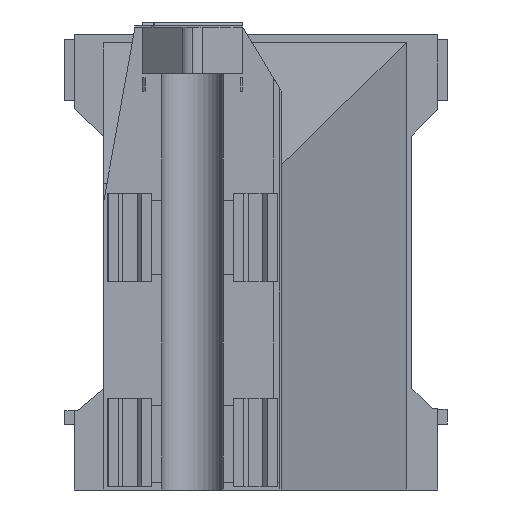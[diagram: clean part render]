
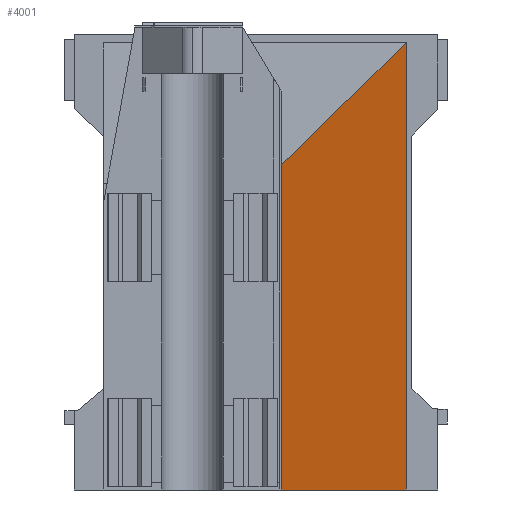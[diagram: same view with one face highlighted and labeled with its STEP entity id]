
A CAD part, front view. The second image highlights one B-rep face of the part: STEP entity #4001.
In plain terms, the highlighted planar face has unit normal (0.906, -0.423, 0).
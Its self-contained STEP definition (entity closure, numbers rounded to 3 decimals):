
#1084 = PLANE('',#1085);
#1085 = AXIS2_PLACEMENT_3D('',#1086,#1087,#1088);
#1086 = CARTESIAN_POINT('',(-224.25,869.,1677.067));
#1087 = DIRECTION('',(0.,-0.415,0.91));
#1088 = DIRECTION('',(0.,0.91,0.415));
#2160 = PLANE('',#2161);
#2161 = AXIS2_PLACEMENT_3D('',#2162,#2163,#2164);
#2162 = CARTESIAN_POINT('',(198.,210.,1693.));
#2163 = DIRECTION('',(1.,0.,0.));
#2164 = DIRECTION('',(0.,-1.,0.));
#2383 = VERTEX_POINT('',#2384);
#2384 = CARTESIAN_POINT('',(198.,347.223,
    1439.386));
#2405 = EDGE_CURVE('',#2406,#2383,#2408,.T.);
#2406 = VERTEX_POINT('',#2407);
#2407 = CARTESIAN_POINT('',(441.309,869.,1677.067));
#2408 = SURFACE_CURVE('',#2409,(#2413,#2420),.PCURVE_S1.);
#2409 = LINE('',#2410,#2411);
#2410 = CARTESIAN_POINT('',(319.654,608.111,
    1558.227));
#2411 = VECTOR('',#2412,1.);
#2412 = DIRECTION('',(-0.391,-0.838,-0.382));
#2413 = PCURVE('',#1084,#2414);
#2414 = DEFINITIONAL_REPRESENTATION('',(#2415),#2419);
#2415 = LINE('',#2416,#2417);
#2416 = CARTESIAN_POINT('',(-286.681,-543.904));
#2417 = VECTOR('',#2418,1.);
#2418 = DIRECTION('',(-0.921,0.391));
#2419 = ( GEOMETRIC_REPRESENTATION_CONTEXT(2) 
PARAMETRIC_REPRESENTATION_CONTEXT() REPRESENTATION_CONTEXT('2D SPACE',''
  ) );
#2420 = PCURVE('',#2421,#2426);
#2421 = PLANE('',#2422);
#2422 = AXIS2_PLACEMENT_3D('',#2423,#2424,#2425);
#2423 = CARTESIAN_POINT('',(198.,347.223,1693.));
#2424 = DIRECTION('',(0.906,-0.423,0.));
#2425 = DIRECTION('',(-0.423,-0.906,0.));
#2426 = DEFINITIONAL_REPRESENTATION('',(#2427),#2431);
#2427 = LINE('',#2428,#2429);
#2428 = CARTESIAN_POINT('',(-287.859,134.773));
#2429 = VECTOR('',#2430,1.);
#2430 = DIRECTION('',(0.924,0.382));
#2431 = ( GEOMETRIC_REPRESENTATION_CONTEXT(2) 
PARAMETRIC_REPRESENTATION_CONTEXT() REPRESENTATION_CONTEXT('2D SPACE',''
  ) );
#2449 = PLANE('',#2450);
#2450 = AXIS2_PLACEMENT_3D('',#2451,#2452,#2453);
#2451 = CARTESIAN_POINT('',(-224.25,869.,1693.));
#2452 = DIRECTION('',(0.,-1.,0.));
#2453 = DIRECTION('',(0.,0.,1.));
#2827 = PLANE('',#2828);
#2828 = AXIS2_PLACEMENT_3D('',#2829,#2830,#2831);
#2829 = CARTESIAN_POINT('',(-224.25,180.,805.5));
#2830 = DIRECTION('',(0.,0.,-1.));
#2831 = DIRECTION('',(0.,-1.,0.));
#3610 = VERTEX_POINT('',#3611);
#3611 = CARTESIAN_POINT('',(198.,347.223,805.5));
#3632 = EDGE_CURVE('',#3610,#2383,#3633,.T.);
#3633 = SURFACE_CURVE('',#3634,(#3638,#3645),.PCURVE_S1.);
#3634 = LINE('',#3635,#3636);
#3635 = CARTESIAN_POINT('',(198.,347.223,1122.443));
#3636 = VECTOR('',#3637,1.);
#3637 = DIRECTION('',(0.,0.,1.));
#3638 = PCURVE('',#2160,#3639);
#3639 = DEFINITIONAL_REPRESENTATION('',(#3640),#3644);
#3640 = LINE('',#3641,#3642);
#3641 = CARTESIAN_POINT('',(-137.223,570.557));
#3642 = VECTOR('',#3643,1.);
#3643 = DIRECTION('',(0.,-1.));
#3644 = ( GEOMETRIC_REPRESENTATION_CONTEXT(2) 
PARAMETRIC_REPRESENTATION_CONTEXT() REPRESENTATION_CONTEXT('2D SPACE',''
  ) );
#3645 = PCURVE('',#2421,#3646);
#3646 = DEFINITIONAL_REPRESENTATION('',(#3647),#3651);
#3647 = LINE('',#3648,#3649);
#3648 = CARTESIAN_POINT('',(0.,570.557));
#3649 = VECTOR('',#3650,1.);
#3650 = DIRECTION('',(0.,-1.));
#3651 = ( GEOMETRIC_REPRESENTATION_CONTEXT(2) 
PARAMETRIC_REPRESENTATION_CONTEXT() REPRESENTATION_CONTEXT('2D SPACE',''
  ) );
#4001 = ADVANCED_FACE('',(#4002),#2421,.T.);
#4002 = FACE_BOUND('',#4003,.T.);
#4003 = EDGE_LOOP('',(#4004,#4005,#4028,#4049));
#4004 = ORIENTED_EDGE('',*,*,#3632,.F.);
#4005 = ORIENTED_EDGE('',*,*,#4006,.T.);
#4006 = EDGE_CURVE('',#3610,#4007,#4009,.T.);
#4007 = VERTEX_POINT('',#4008);
#4008 = CARTESIAN_POINT('',(441.309,869.,805.5));
#4009 = SURFACE_CURVE('',#4010,(#4014,#4021),.PCURVE_S1.);
#4010 = LINE('',#4011,#4012);
#4011 = CARTESIAN_POINT('',(319.654,608.111,805.5));
#4012 = VECTOR('',#4013,1.);
#4013 = DIRECTION('',(0.423,0.906,0.));
#4014 = PCURVE('',#2421,#4015);
#4015 = DEFINITIONAL_REPRESENTATION('',(#4016),#4020);
#4016 = LINE('',#4017,#4018);
#4017 = CARTESIAN_POINT('',(-287.859,887.5));
#4018 = VECTOR('',#4019,1.);
#4019 = DIRECTION('',(-1.,0.));
#4020 = ( GEOMETRIC_REPRESENTATION_CONTEXT(2) 
PARAMETRIC_REPRESENTATION_CONTEXT() REPRESENTATION_CONTEXT('2D SPACE',''
  ) );
#4021 = PCURVE('',#2827,#4022);
#4022 = DEFINITIONAL_REPRESENTATION('',(#4023),#4027);
#4023 = LINE('',#4024,#4025);
#4024 = CARTESIAN_POINT('',(-428.111,-543.904));
#4025 = VECTOR('',#4026,1.);
#4026 = DIRECTION('',(-0.906,-0.423));
#4027 = ( GEOMETRIC_REPRESENTATION_CONTEXT(2) 
PARAMETRIC_REPRESENTATION_CONTEXT() REPRESENTATION_CONTEXT('2D SPACE',''
  ) );
#4028 = ORIENTED_EDGE('',*,*,#4029,.T.);
#4029 = EDGE_CURVE('',#4007,#2406,#4030,.T.);
#4030 = SURFACE_CURVE('',#4031,(#4035,#4042),.PCURVE_S1.);
#4031 = LINE('',#4032,#4033);
#4032 = CARTESIAN_POINT('',(441.309,869.,1241.284)
  );
#4033 = VECTOR('',#4034,1.);
#4034 = DIRECTION('',(0.,0.,1.));
#4035 = PCURVE('',#2421,#4036);
#4036 = DEFINITIONAL_REPRESENTATION('',(#4037),#4041);
#4037 = LINE('',#4038,#4039);
#4038 = CARTESIAN_POINT('',(-575.717,451.716));
#4039 = VECTOR('',#4040,1.);
#4040 = DIRECTION('',(0.,-1.));
#4041 = ( GEOMETRIC_REPRESENTATION_CONTEXT(2) 
PARAMETRIC_REPRESENTATION_CONTEXT() REPRESENTATION_CONTEXT('2D SPACE',''
  ) );
#4042 = PCURVE('',#2449,#4043);
#4043 = DEFINITIONAL_REPRESENTATION('',(#4044),#4048);
#4044 = LINE('',#4045,#4046);
#4045 = CARTESIAN_POINT('',(-451.716,-665.559));
#4046 = VECTOR('',#4047,1.);
#4047 = DIRECTION('',(1.,0.));
#4048 = ( GEOMETRIC_REPRESENTATION_CONTEXT(2) 
PARAMETRIC_REPRESENTATION_CONTEXT() REPRESENTATION_CONTEXT('2D SPACE',''
  ) );
#4049 = ORIENTED_EDGE('',*,*,#2405,.T.);
